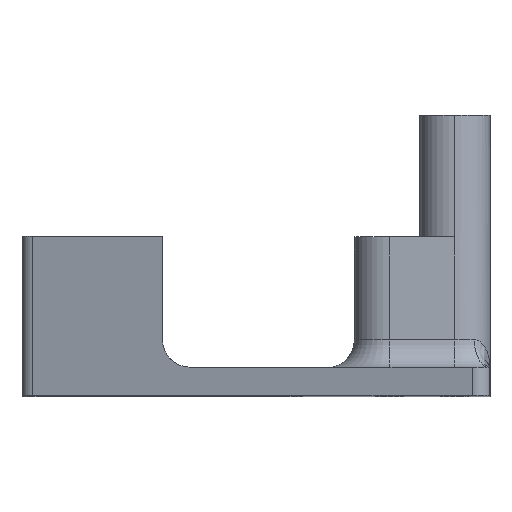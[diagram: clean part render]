
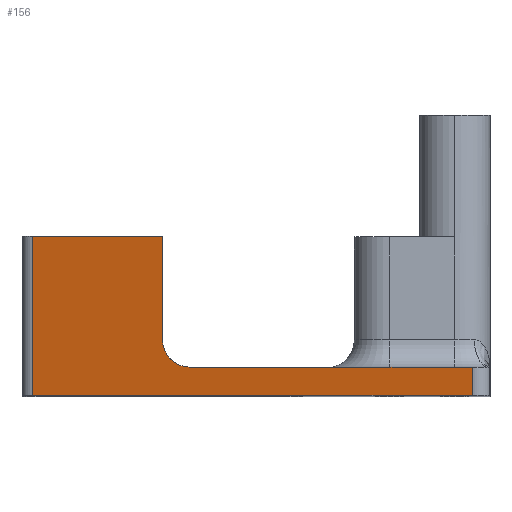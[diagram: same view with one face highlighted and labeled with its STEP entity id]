
A CAD part, top view. The second image highlights one B-rep face of the part: STEP entity #156.
In plain terms, the highlighted planar face has unit normal (-0.267, 0, 0.964).
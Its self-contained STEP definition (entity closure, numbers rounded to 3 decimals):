
#30 = LINE ( 'NONE', #182, #753 ) ;
#60 = CARTESIAN_POINT ( 'NONE',  ( -24.25, 17., 42.794 ) ) ;
#107 = CARTESIAN_POINT ( 'NONE',  ( -24.25, 6., 42.794 ) ) ;
#156 = ADVANCED_FACE ( 'NONE', ( #1180 ), #498, .T. ) ;
#182 = CARTESIAN_POINT ( 'NONE',  ( -39.25, 3., 38.634 ) ) ;
#213 = EDGE_LOOP ( 'NONE', ( #1227, #610, #886, #1287, #359, #799, #1077 ) ) ;
#215 = EDGE_CURVE ( 'NONE', #1689, #1487, #1167, .T. ) ;
#236 = CARTESIAN_POINT ( 'NONE',  ( -21.25, 3., 43.626 ) ) ;
#302 = CARTESIAN_POINT ( 'NONE',  ( -38.151, 3., 38.939 ) ) ;
#329 = AXIS2_PLACEMENT_3D ( 'NONE', #667, #550, #1006 ) ;
#335 = VERTEX_POINT ( 'NONE', #1402 ) ;
#359 = ORIENTED_EDGE ( 'NONE', *, *, #215, .F. ) ;
#370 = VECTOR ( 'NONE', #1702, 1000. ) ;
#373 = LINE ( 'NONE', #302, #370 ) ;
#468 = CARTESIAN_POINT ( 'NONE',  ( -39.25, 0., 38.634 ) ) ;
#498 = PLANE ( 'NONE',  #329 ) ;
#522 =( BOUNDED_CURVE ( )  B_SPLINE_CURVE ( 3, ( #1136, #1791, #967, #107 ),
 .UNSPECIFIED., .F., .T. ) 
 B_SPLINE_CURVE_WITH_KNOTS ( ( 4, 4 ),
 ( 1.571, 3.142 ),
 .UNSPECIFIED. ) 
 CURVE ( )  GEOMETRIC_REPRESENTATION_ITEM ( )  RATIONAL_B_SPLINE_CURVE ( ( 1., 0.805, 0.805, 1. ) ) 
 REPRESENTATION_ITEM ( '' )  );
#527 = CARTESIAN_POINT ( 'NONE',  ( 8.849, 3., 51.973 ) ) ;
#550 = DIRECTION ( 'NONE',  ( -0.267, 0., 0.964 ) ) ;
#610 = ORIENTED_EDGE ( 'NONE', *, *, #709, .T. ) ;
#667 = CARTESIAN_POINT ( 'NONE',  ( -39.25, 3., 38.634 ) ) ;
#709 = EDGE_CURVE ( 'NONE', #1818, #335, #1012, .T. ) ;
#753 = VECTOR ( 'NONE', #890, 1000. ) ;
#771 = CARTESIAN_POINT ( 'NONE',  ( 8.849, 0., 51.973 ) ) ;
#796 = EDGE_CURVE ( 'NONE', #1818, #1150, #959, .T. ) ;
#799 = ORIENTED_EDGE ( 'NONE', *, *, #833, .T. ) ;
#833 = EDGE_CURVE ( 'NONE', #1689, #1904, #924, .T. ) ;
#852 = VERTEX_POINT ( 'NONE', #236 ) ;
#859 = EDGE_CURVE ( 'NONE', #852, #1487, #522, .T. ) ;
#882 = CARTESIAN_POINT ( 'NONE',  ( -38.151, 17., 38.939 ) ) ;
#886 = ORIENTED_EDGE ( 'NONE', *, *, #1938, .T. ) ;
#890 = DIRECTION ( 'NONE',  ( -0.964, 0., -0.267 ) ) ;
#901 = DIRECTION ( 'NONE',  ( 0., -1., 0. ) ) ;
#920 = VECTOR ( 'NONE', #1120, 1000. ) ;
#924 = LINE ( 'NONE', #943, #920 ) ;
#930 = VECTOR ( 'NONE', #1933, 1000. ) ;
#943 = CARTESIAN_POINT ( 'NONE',  ( -39.25, 17., 38.634 ) ) ;
#953 = CARTESIAN_POINT ( 'NONE',  ( -38.151, 0., 38.939 ) ) ;
#959 = LINE ( 'NONE', #468, #930 ) ;
#967 = CARTESIAN_POINT ( 'NONE',  ( -24.25, 4.243, 42.794 ) ) ;
#1006 = DIRECTION ( 'NONE',  ( 0.964, 0., 0.267 ) ) ;
#1010 = CARTESIAN_POINT ( 'NONE',  ( -24.25, 17., 42.794 ) ) ;
#1012 = LINE ( 'NONE', #527, #1023 ) ;
#1023 = VECTOR ( 'NONE', #1677, 1000. ) ;
#1077 = ORIENTED_EDGE ( 'NONE', *, *, #1473, .T. ) ;
#1120 = DIRECTION ( 'NONE',  ( -0.964, 0., -0.267 ) ) ;
#1136 = CARTESIAN_POINT ( 'NONE',  ( -21.25, 3., 43.626 ) ) ;
#1150 = VERTEX_POINT ( 'NONE', #953 ) ;
#1167 = LINE ( 'NONE', #60, #1177 ) ;
#1177 = VECTOR ( 'NONE', #901, 1000. ) ;
#1180 = FACE_OUTER_BOUND ( 'NONE', #213, .T. ) ;
#1227 = ORIENTED_EDGE ( 'NONE', *, *, #796, .F. ) ;
#1287 = ORIENTED_EDGE ( 'NONE', *, *, #859, .T. ) ;
#1378 = CARTESIAN_POINT ( 'NONE',  ( -24.25, 6., 42.794 ) ) ;
#1402 = CARTESIAN_POINT ( 'NONE',  ( 8.849, 3., 51.973 ) ) ;
#1473 = EDGE_CURVE ( 'NONE', #1904, #1150, #373, .T. ) ;
#1487 = VERTEX_POINT ( 'NONE', #1378 ) ;
#1677 = DIRECTION ( 'NONE',  ( 0., 1., 0. ) ) ;
#1689 = VERTEX_POINT ( 'NONE', #1010 ) ;
#1702 = DIRECTION ( 'NONE',  ( 0., -1., 0. ) ) ;
#1791 = CARTESIAN_POINT ( 'NONE',  ( -23.007, 3., 43.138 ) ) ;
#1818 = VERTEX_POINT ( 'NONE', #771 ) ;
#1904 = VERTEX_POINT ( 'NONE', #882 ) ;
#1933 = DIRECTION ( 'NONE',  ( -0.964, 0., -0.267 ) ) ;
#1938 = EDGE_CURVE ( 'NONE', #335, #852, #30, .T. ) ;
